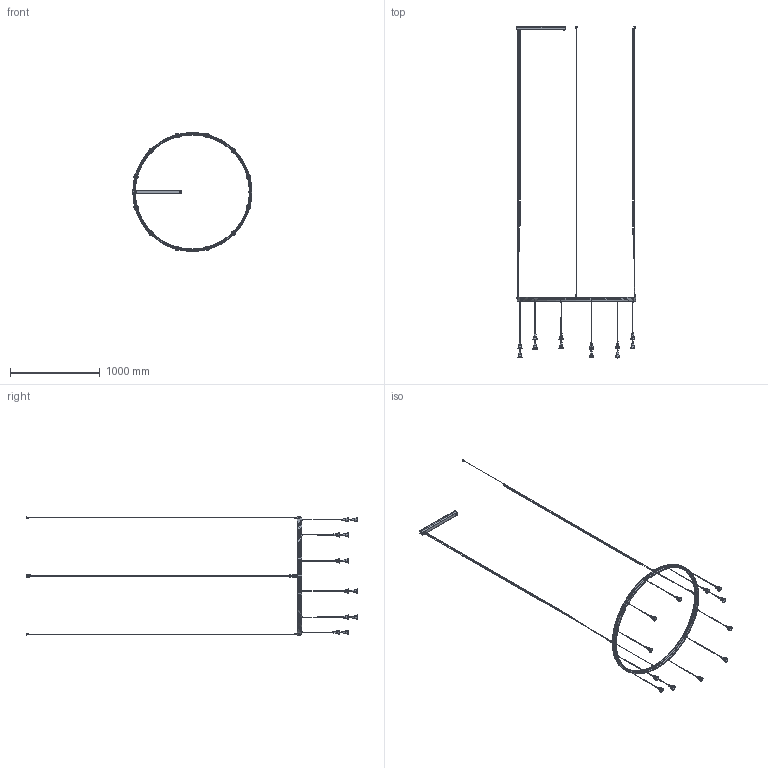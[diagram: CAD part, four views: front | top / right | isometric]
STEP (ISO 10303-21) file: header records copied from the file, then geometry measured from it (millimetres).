
FILE_DESCRIPTION (( 'STEP AP214' ), '1' );
FILE_NAME ('35722xxxyyy SKYBELL CIRCLE S 12L 40 (actualizado 01-07-20).STEP', '2020-07-01T09:34:15', ( '' ), ( '' ), 'SwSTEP 2.0', 'SolidWorks 2019', '' );
FILE_SCHEMA (( 'AUTOMOTIVE_DESIGN' ));
Length unit declared in the file: millimetre
Products named in the file (61): 908-053-350; 918-052; 908-053-180; 357-005; 357-053; SUB357-002 para aligerar; SUB357-022 - para aligerar; CABLE S 12; 357-135; 357-117; SUB357-001 - para aligerar; SUB357-003 - para aligerar; 357-006  A 180mm; 357-003; 932-104; 908-053-250; SUB357-031 - para aligerar; 259-104_COLOCADA; 914-187; 357-001; 357-015; D913-512A2; 914-072; 245-27-08; 920-053; 914-033; 909-085; 357-100; 920-005; 357-120; 357-052; 920-062; D965-416A2; 35722xxxyyy SKYBELL CIRCLE S 12L 40 (actualizado 01-07-20); 357-002; 920-003; 357-136; 357-184; 357-125; 920-054
Assembly tree (192 placements, depth 4):
  914-072
  35722xxxyyy SKYBELL CIRCLE S 12L 40 (actualizado 01-07-20)
    357-100  x2
    SUB357-031 - para aligerar
      357-053
      357-052
      D965-416A2  x2
      920-062
      920-003
      920-054
      920-053
      914-187  x2
      D913-512A2
    SUB357-031 - para aligerar
      357-053
      357-052
      D965-416A2  x2
      920-062
      920-003
      920-054
      920-053
      914-187  x2
      D913-512A2
    SUB357-022 - para aligerar
      357-120  x2
      914-033
      920-054
      357-184
      357-125  x2
      245-27-08
      357-117
      920-005
      932-104
    SUB357-031 - para aligerar
      357-053
      357-052
      D965-416A2  x2
      920-062
      920-003
      920-054
      920-053
      914-187  x2
      D913-512A2
    SUB357-031 - para aligerar
      357-053
      357-052
      D965-416A2  x2
      920-062
      920-003
      920-054
      920-053
      914-187  x2
      D913-512A2
    357-135  x8
    CABLE S 12  x2
    SUB357-001 - para aligerar
      357-001
      357-002
      908-053-180
        357-006  A 180mm
Bounding box: 1335.23 x 3699.43 x 1327.44 mm (x, y, z)
Volume: 2194083.1 mm3; surface area: 2084219.5 mm2
Topology: 212 solids, 212 shells, 6330 faces, 14693 edges, 9048 vertices
Faces by surface type: plane 1937, cylinder 1737, cone 1224, bspline 942, torus 460, sphere 30
Entity records: 58811 total; most frequent: CARTESIAN_POINT 16834, DIRECTION 8097, ORIENTED_EDGE 7818, EDGE_CURVE 3909, AXIS2_PLACEMENT_3D 3110, VERTEX_POINT 2455, VECTOR 1877, LINE 1877
